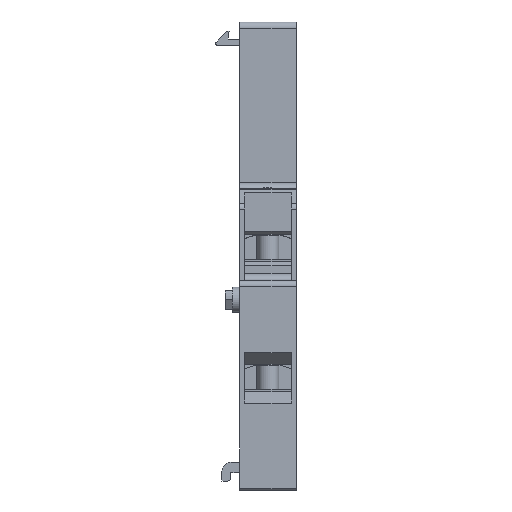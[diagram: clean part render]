
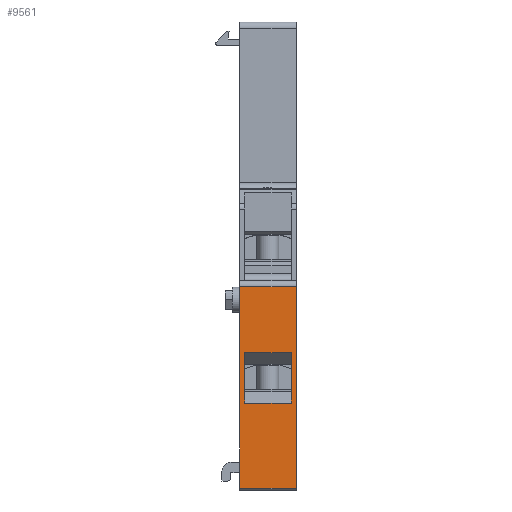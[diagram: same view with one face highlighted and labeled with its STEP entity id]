
A CAD part, front view. The second image highlights one B-rep face of the part: STEP entity #9561.
In plain terms, the highlighted planar face has unit normal (0, -1, 0).
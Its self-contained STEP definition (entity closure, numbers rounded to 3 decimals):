
#59 = PLANE('',#60);
#60 = AXIS2_PLACEMENT_3D('',#61,#62,#63);
#61 = CARTESIAN_POINT('',(-4.5,0.,0.));
#62 = DIRECTION('',(1.,0.,0.));
#63 = DIRECTION('',(0.,0.,-1.));
#484 = VERTEX_POINT('',#485);
#485 = CARTESIAN_POINT('',(-4.5,-45.,32.3));
#500 = CYLINDRICAL_SURFACE('',#501,1.);
#501 = AXIS2_PLACEMENT_3D('',#502,#503,#504);
#502 = CARTESIAN_POINT('',(-4.5,-44.,32.3));
#503 = DIRECTION('',(1.,0.,0.));
#504 = DIRECTION('',(0.,0.,-1.));
#512 = EDGE_CURVE('',#484,#513,#515,.T.);
#513 = VERTEX_POINT('',#514);
#514 = CARTESIAN_POINT('',(-4.5,-45.,0.3));
#515 = SURFACE_CURVE('',#516,(#520,#527),.PCURVE_S1.);
#516 = LINE('',#517,#518);
#517 = CARTESIAN_POINT('',(-4.5,-45.,32.3));
#518 = VECTOR('',#519,1.);
#519 = DIRECTION('',(0.,0.,-1.));
#520 = PCURVE('',#59,#521);
#521 = DEFINITIONAL_REPRESENTATION('',(#522),#526);
#522 = LINE('',#523,#524);
#523 = CARTESIAN_POINT('',(-32.3,-45.));
#524 = VECTOR('',#525,1.);
#525 = DIRECTION('',(1.,0.));
#526 = ( GEOMETRIC_REPRESENTATION_CONTEXT(2) 
PARAMETRIC_REPRESENTATION_CONTEXT() REPRESENTATION_CONTEXT('2D SPACE',''
  ) );
#527 = PCURVE('',#528,#533);
#528 = PLANE('',#529);
#529 = AXIS2_PLACEMENT_3D('',#530,#531,#532);
#530 = CARTESIAN_POINT('',(-4.5,-45.,32.3));
#531 = DIRECTION('',(0.,-1.,0.));
#532 = DIRECTION('',(0.,0.,-1.));
#533 = DEFINITIONAL_REPRESENTATION('',(#534),#538);
#534 = LINE('',#535,#536);
#535 = CARTESIAN_POINT('',(0.,0.));
#536 = VECTOR('',#537,1.);
#537 = DIRECTION('',(1.,0.));
#538 = ( GEOMETRIC_REPRESENTATION_CONTEXT(2) 
PARAMETRIC_REPRESENTATION_CONTEXT() REPRESENTATION_CONTEXT('2D SPACE',''
  ) );
#557 = CYLINDRICAL_SURFACE('',#558,0.3);
#558 = AXIS2_PLACEMENT_3D('',#559,#560,#561);
#559 = CARTESIAN_POINT('',(-4.5,-44.7,0.3));
#560 = DIRECTION('',(1.,0.,0.));
#561 = DIRECTION('',(0.,0.,-1.));
#3517 = PLANE('',#3518);
#3518 = AXIS2_PLACEMENT_3D('',#3519,#3520,#3521);
#3519 = CARTESIAN_POINT('',(4.5,0.,0.));
#3520 = DIRECTION('',(1.,0.,0.));
#3521 = DIRECTION('',(0.,0.,-1.));
#6777 = VERTEX_POINT('',#6778);
#6778 = CARTESIAN_POINT('',(4.5,-45.,0.3));
#6800 = EDGE_CURVE('',#6801,#6777,#6803,.T.);
#6801 = VERTEX_POINT('',#6802);
#6802 = CARTESIAN_POINT('',(4.5,-45.,32.3));
#6803 = SURFACE_CURVE('',#6804,(#6808,#6815),.PCURVE_S1.);
#6804 = LINE('',#6805,#6806);
#6805 = CARTESIAN_POINT('',(4.5,-45.,32.3));
#6806 = VECTOR('',#6807,1.);
#6807 = DIRECTION('',(0.,0.,-1.));
#6808 = PCURVE('',#3517,#6809);
#6809 = DEFINITIONAL_REPRESENTATION('',(#6810),#6814);
#6810 = LINE('',#6811,#6812);
#6811 = CARTESIAN_POINT('',(-32.3,-45.));
#6812 = VECTOR('',#6813,1.);
#6813 = DIRECTION('',(1.,0.));
#6814 = ( GEOMETRIC_REPRESENTATION_CONTEXT(2) 
PARAMETRIC_REPRESENTATION_CONTEXT() REPRESENTATION_CONTEXT('2D SPACE',''
  ) );
#6815 = PCURVE('',#528,#6816);
#6816 = DEFINITIONAL_REPRESENTATION('',(#6817),#6821);
#6817 = LINE('',#6818,#6819);
#6818 = CARTESIAN_POINT('',(0.,9.));
#6819 = VECTOR('',#6820,1.);
#6820 = DIRECTION('',(1.,0.));
#6821 = ( GEOMETRIC_REPRESENTATION_CONTEXT(2) 
PARAMETRIC_REPRESENTATION_CONTEXT() REPRESENTATION_CONTEXT('2D SPACE',''
  ) );
#9538 = EDGE_CURVE('',#484,#6801,#9539,.T.);
#9539 = SURFACE_CURVE('',#9540,(#9544,#9551),.PCURVE_S1.);
#9540 = LINE('',#9541,#9542);
#9541 = CARTESIAN_POINT('',(-4.5,-45.,32.3));
#9542 = VECTOR('',#9543,1.);
#9543 = DIRECTION('',(1.,0.,0.));
#9544 = PCURVE('',#500,#9545);
#9545 = DEFINITIONAL_REPRESENTATION('',(#9546),#9550);
#9546 = LINE('',#9547,#9548);
#9547 = CARTESIAN_POINT('',(4.712,0.));
#9548 = VECTOR('',#9549,1.);
#9549 = DIRECTION('',(0.,1.));
#9550 = ( GEOMETRIC_REPRESENTATION_CONTEXT(2) 
PARAMETRIC_REPRESENTATION_CONTEXT() REPRESENTATION_CONTEXT('2D SPACE',''
  ) );
#9551 = PCURVE('',#528,#9552);
#9552 = DEFINITIONAL_REPRESENTATION('',(#9553),#9557);
#9553 = LINE('',#9554,#9555);
#9554 = CARTESIAN_POINT('',(0.,0.));
#9555 = VECTOR('',#9556,1.);
#9556 = DIRECTION('',(0.,1.));
#9557 = ( GEOMETRIC_REPRESENTATION_CONTEXT(2) 
PARAMETRIC_REPRESENTATION_CONTEXT() REPRESENTATION_CONTEXT('2D SPACE',''
  ) );
#9561 = ADVANCED_FACE('',(#9562,#9588),#528,.T.);
#9562 = FACE_BOUND('',#9563,.F.);
#9563 = EDGE_LOOP('',(#9564,#9565,#9566,#9567));
#9564 = ORIENTED_EDGE('',*,*,#512,.F.);
#9565 = ORIENTED_EDGE('',*,*,#9538,.T.);
#9566 = ORIENTED_EDGE('',*,*,#6800,.T.);
#9567 = ORIENTED_EDGE('',*,*,#9568,.F.);
#9568 = EDGE_CURVE('',#513,#6777,#9569,.T.);
#9569 = SURFACE_CURVE('',#9570,(#9574,#9581),.PCURVE_S1.);
#9570 = LINE('',#9571,#9572);
#9571 = CARTESIAN_POINT('',(-4.5,-45.,0.3));
#9572 = VECTOR('',#9573,1.);
#9573 = DIRECTION('',(1.,0.,0.));
#9574 = PCURVE('',#528,#9575);
#9575 = DEFINITIONAL_REPRESENTATION('',(#9576),#9580);
#9576 = LINE('',#9577,#9578);
#9577 = CARTESIAN_POINT('',(32.,0.));
#9578 = VECTOR('',#9579,1.);
#9579 = DIRECTION('',(0.,1.));
#9580 = ( GEOMETRIC_REPRESENTATION_CONTEXT(2) 
PARAMETRIC_REPRESENTATION_CONTEXT() REPRESENTATION_CONTEXT('2D SPACE',''
  ) );
#9581 = PCURVE('',#557,#9582);
#9582 = DEFINITIONAL_REPRESENTATION('',(#9583),#9587);
#9583 = LINE('',#9584,#9585);
#9584 = CARTESIAN_POINT('',(4.712,0.));
#9585 = VECTOR('',#9586,1.);
#9586 = DIRECTION('',(0.,1.));
#9587 = ( GEOMETRIC_REPRESENTATION_CONTEXT(2) 
PARAMETRIC_REPRESENTATION_CONTEXT() REPRESENTATION_CONTEXT('2D SPACE',''
  ) );
#9588 = FACE_BOUND('',#9589,.F.);
#9589 = EDGE_LOOP('',(#9590,#9620,#9648,#9676));
#9590 = ORIENTED_EDGE('',*,*,#9591,.T.);
#9591 = EDGE_CURVE('',#9592,#9594,#9596,.T.);
#9592 = VERTEX_POINT('',#9593);
#9593 = CARTESIAN_POINT('',(-3.7,-45.,21.79));
#9594 = VERTEX_POINT('',#9595);
#9595 = CARTESIAN_POINT('',(-3.7,-45.,13.81));
#9596 = SURFACE_CURVE('',#9597,(#9601,#9608),.PCURVE_S1.);
#9597 = LINE('',#9598,#9599);
#9598 = CARTESIAN_POINT('',(-3.7,-45.,21.79));
#9599 = VECTOR('',#9600,1.);
#9600 = DIRECTION('',(0.,0.,-1.));
#9601 = PCURVE('',#528,#9602);
#9602 = DEFINITIONAL_REPRESENTATION('',(#9603),#9607);
#9603 = LINE('',#9604,#9605);
#9604 = CARTESIAN_POINT('',(10.51,0.8));
#9605 = VECTOR('',#9606,1.);
#9606 = DIRECTION('',(1.,0.));
#9607 = ( GEOMETRIC_REPRESENTATION_CONTEXT(2) 
PARAMETRIC_REPRESENTATION_CONTEXT() REPRESENTATION_CONTEXT('2D SPACE',''
  ) );
#9608 = PCURVE('',#9609,#9614);
#9609 = PLANE('',#9610);
#9610 = AXIS2_PLACEMENT_3D('',#9611,#9612,#9613);
#9611 = CARTESIAN_POINT('',(-3.7,0.,0.));
#9612 = DIRECTION('',(1.,0.,0.));
#9613 = DIRECTION('',(0.,0.,-1.));
#9614 = DEFINITIONAL_REPRESENTATION('',(#9615),#9619);
#9615 = LINE('',#9616,#9617);
#9616 = CARTESIAN_POINT('',(-21.79,-45.));
#9617 = VECTOR('',#9618,1.);
#9618 = DIRECTION('',(1.,0.));
#9619 = ( GEOMETRIC_REPRESENTATION_CONTEXT(2) 
PARAMETRIC_REPRESENTATION_CONTEXT() REPRESENTATION_CONTEXT('2D SPACE',''
  ) );
#9620 = ORIENTED_EDGE('',*,*,#9621,.T.);
#9621 = EDGE_CURVE('',#9594,#9622,#9624,.T.);
#9622 = VERTEX_POINT('',#9623);
#9623 = CARTESIAN_POINT('',(3.7,-45.,13.81));
#9624 = SURFACE_CURVE('',#9625,(#9629,#9636),.PCURVE_S1.);
#9625 = LINE('',#9626,#9627);
#9626 = CARTESIAN_POINT('',(-3.7,-45.,13.81));
#9627 = VECTOR('',#9628,1.);
#9628 = DIRECTION('',(1.,0.,0.));
#9629 = PCURVE('',#528,#9630);
#9630 = DEFINITIONAL_REPRESENTATION('',(#9631),#9635);
#9631 = LINE('',#9632,#9633);
#9632 = CARTESIAN_POINT('',(18.49,0.8));
#9633 = VECTOR('',#9634,1.);
#9634 = DIRECTION('',(0.,1.));
#9635 = ( GEOMETRIC_REPRESENTATION_CONTEXT(2) 
PARAMETRIC_REPRESENTATION_CONTEXT() REPRESENTATION_CONTEXT('2D SPACE',''
  ) );
#9636 = PCURVE('',#9637,#9642);
#9637 = PLANE('',#9638);
#9638 = AXIS2_PLACEMENT_3D('',#9639,#9640,#9641);
#9639 = CARTESIAN_POINT('',(-3.7,-45.,13.81));
#9640 = DIRECTION('',(0.,0.5,-0.866));
#9641 = DIRECTION('',(0.,0.866,0.5));
#9642 = DEFINITIONAL_REPRESENTATION('',(#9643),#9647);
#9643 = LINE('',#9644,#9645);
#9644 = CARTESIAN_POINT('',(0.,0.));
#9645 = VECTOR('',#9646,1.);
#9646 = DIRECTION('',(0.,1.));
#9647 = ( GEOMETRIC_REPRESENTATION_CONTEXT(2) 
PARAMETRIC_REPRESENTATION_CONTEXT() REPRESENTATION_CONTEXT('2D SPACE',''
  ) );
#9648 = ORIENTED_EDGE('',*,*,#9649,.F.);
#9649 = EDGE_CURVE('',#9650,#9622,#9652,.T.);
#9650 = VERTEX_POINT('',#9651);
#9651 = CARTESIAN_POINT('',(3.7,-45.,21.79));
#9652 = SURFACE_CURVE('',#9653,(#9657,#9664),.PCURVE_S1.);
#9653 = LINE('',#9654,#9655);
#9654 = CARTESIAN_POINT('',(3.7,-45.,21.79));
#9655 = VECTOR('',#9656,1.);
#9656 = DIRECTION('',(0.,0.,-1.));
#9657 = PCURVE('',#528,#9658);
#9658 = DEFINITIONAL_REPRESENTATION('',(#9659),#9663);
#9659 = LINE('',#9660,#9661);
#9660 = CARTESIAN_POINT('',(10.51,8.2));
#9661 = VECTOR('',#9662,1.);
#9662 = DIRECTION('',(1.,0.));
#9663 = ( GEOMETRIC_REPRESENTATION_CONTEXT(2) 
PARAMETRIC_REPRESENTATION_CONTEXT() REPRESENTATION_CONTEXT('2D SPACE',''
  ) );
#9664 = PCURVE('',#9665,#9670);
#9665 = PLANE('',#9666);
#9666 = AXIS2_PLACEMENT_3D('',#9667,#9668,#9669);
#9667 = CARTESIAN_POINT('',(3.7,0.,0.));
#9668 = DIRECTION('',(1.,0.,0.));
#9669 = DIRECTION('',(0.,0.,-1.));
#9670 = DEFINITIONAL_REPRESENTATION('',(#9671),#9675);
#9671 = LINE('',#9672,#9673);
#9672 = CARTESIAN_POINT('',(-21.79,-45.));
#9673 = VECTOR('',#9674,1.);
#9674 = DIRECTION('',(1.,0.));
#9675 = ( GEOMETRIC_REPRESENTATION_CONTEXT(2) 
PARAMETRIC_REPRESENTATION_CONTEXT() REPRESENTATION_CONTEXT('2D SPACE',''
  ) );
#9676 = ORIENTED_EDGE('',*,*,#9677,.F.);
#9677 = EDGE_CURVE('',#9592,#9650,#9678,.T.);
#9678 = SURFACE_CURVE('',#9679,(#9683,#9690),.PCURVE_S1.);
#9679 = LINE('',#9680,#9681);
#9680 = CARTESIAN_POINT('',(-3.7,-45.,21.79));
#9681 = VECTOR('',#9682,1.);
#9682 = DIRECTION('',(1.,0.,0.));
#9683 = PCURVE('',#528,#9684);
#9684 = DEFINITIONAL_REPRESENTATION('',(#9685),#9689);
#9685 = LINE('',#9686,#9687);
#9686 = CARTESIAN_POINT('',(10.51,0.8));
#9687 = VECTOR('',#9688,1.);
#9688 = DIRECTION('',(0.,1.));
#9689 = ( GEOMETRIC_REPRESENTATION_CONTEXT(2) 
PARAMETRIC_REPRESENTATION_CONTEXT() REPRESENTATION_CONTEXT('2D SPACE',''
  ) );
#9690 = PCURVE('',#9691,#9696);
#9691 = PLANE('',#9692);
#9692 = AXIS2_PLACEMENT_3D('',#9693,#9694,#9695);
#9693 = CARTESIAN_POINT('',(-3.7,-41.9,20.));
#9694 = DIRECTION('',(0.,0.5,0.866));
#9695 = DIRECTION('',(0.,-0.866,0.5));
#9696 = DEFINITIONAL_REPRESENTATION('',(#9697),#9701);
#9697 = LINE('',#9698,#9699);
#9698 = CARTESIAN_POINT('',(3.58,0.));
#9699 = VECTOR('',#9700,1.);
#9700 = DIRECTION('',(0.,1.));
#9701 = ( GEOMETRIC_REPRESENTATION_CONTEXT(2) 
PARAMETRIC_REPRESENTATION_CONTEXT() REPRESENTATION_CONTEXT('2D SPACE',''
  ) );
